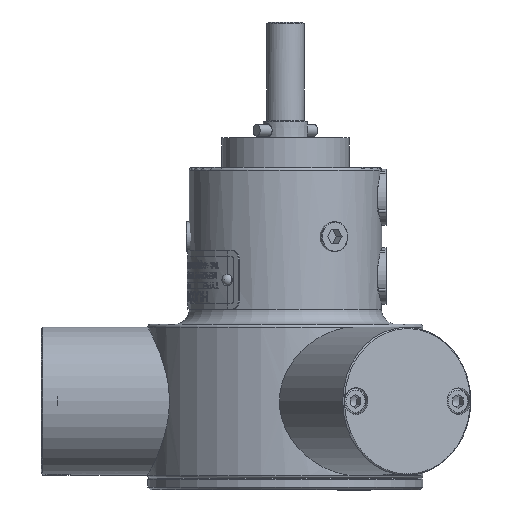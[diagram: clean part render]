
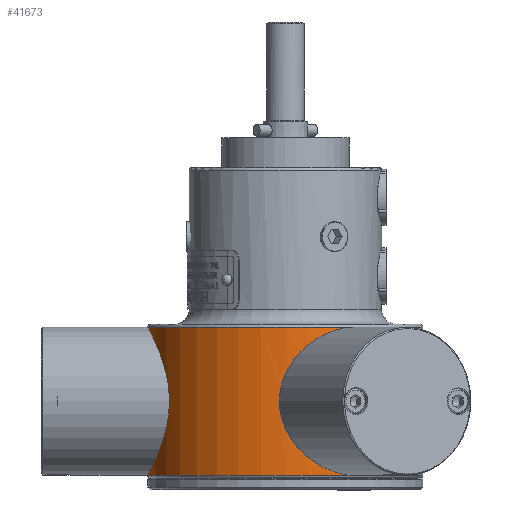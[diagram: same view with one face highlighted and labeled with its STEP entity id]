
A CAD part, front view. The second image highlights one B-rep face of the part: STEP entity #41673.
In plain terms, the highlighted cylindrical face has radius 46.5 mm (diameter 93 mm), a partial arc.
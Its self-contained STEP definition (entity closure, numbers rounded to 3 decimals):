
#1037=B_SPLINE_CURVE_WITH_KNOTS('',3,(#58827,#58828,#58829,#58830,#58831,
#58832,#58833,#58834,#58835,#58836,#58837,#58838,#58839,#58840,#58841,#58842,
#58843,#58844,#58845,#58846,#58847,#58848,#58849,#58850,#58851,#58852,#58853,
#58854,#58855,#58856,#58857,#58858,#58859,#58860),.UNSPECIFIED.,.F.,.F.,
(4,2,2,2,2,2,2,2,2,2,2,2,2,2,2,2,4),(3.858,4.339,
4.821,5.302,5.784,6.267,6.75,
7.233,7.716,8.199,8.683,9.166,
9.649,10.13,10.612,11.093,11.574),
 .UNSPECIFIED.);
#1038=B_SPLINE_CURVE_WITH_KNOTS('',3,(#58863,#58864,#58865,#58866,#58867,
#58868,#58869,#58870,#58871,#58872,#58873,#58874,#58875,#58876,#58877,#58878,
#58879,#58880),.UNSPECIFIED.,.F.,.F.,(4,2,2,2,2,2,2,2,4),(11.574,
12.056,12.537,13.018,13.5,13.983,
14.466,14.949,15.433),.UNSPECIFIED.);
#1039=B_SPLINE_CURVE_WITH_KNOTS('',3,(#58881,#58882,#58883,#58884,#58885,
#58886,#58887,#58888,#58889,#58890,#58891,#58892,#58893,#58894,#58895,#58896,
#58897,#58898),.UNSPECIFIED.,.F.,.F.,(4,2,2,2,2,2,2,2,4),(15.433,
15.916,16.399,16.882,17.365,17.847,
18.328,18.809,19.291),.UNSPECIFIED.);
#3969=FACE_OUTER_BOUND('',#6381,.T.);
#6381=EDGE_LOOP('',(#27054,#27055,#27056,#27057,#27058));
#14681=CIRCLE('',#44294,46.5);
#14685=CIRCLE('',#44301,46.5);
#16573=VERTEX_POINT('',#58666);
#16576=VERTEX_POINT('',#58672);
#16578=VERTEX_POINT('',#58711);
#16580=VERTEX_POINT('',#58751);
#16583=VERTEX_POINT('',#58862);
#20750=EDGE_CURVE('',#16576,#16573,#14681,.T.);
#20760=EDGE_CURVE('',#16576,#16578,#1037,.T.);
#20761=EDGE_CURVE('',#16580,#16578,#14685,.T.);
#20762=EDGE_CURVE('',#16580,#16583,#1038,.T.);
#20763=EDGE_CURVE('',#16583,#16573,#1039,.T.);
#27054=ORIENTED_EDGE('',*,*,#20750,.F.);
#27055=ORIENTED_EDGE('',*,*,#20760,.T.);
#27056=ORIENTED_EDGE('',*,*,#20761,.F.);
#27057=ORIENTED_EDGE('',*,*,#20762,.T.);
#27058=ORIENTED_EDGE('',*,*,#20763,.T.);
#38694=CYLINDRICAL_SURFACE('',#44300,46.5);
#41673=ADVANCED_FACE('',(#3969),#38694,.T.);
#44294=AXIS2_PLACEMENT_3D('',#58674,#48198,#48199);
#44300=AXIS2_PLACEMENT_3D('',#58826,#48210,#48211);
#44301=AXIS2_PLACEMENT_3D('',#58861,#48212,#48213);
#48198=DIRECTION('center_axis',(0.,0.,1.));
#48199=DIRECTION('ref_axis',(-1.,0.,0.));
#48210=DIRECTION('center_axis',(0.,0.,1.));
#48211=DIRECTION('ref_axis',(-1.,0.,0.));
#48212=DIRECTION('center_axis',(0.,0.,-1.));
#48213=DIRECTION('ref_axis',(-1.,0.,0.));
#58666=CARTESIAN_POINT('',(23.25,-40.27,51.));
#58672=CARTESIAN_POINT('',(-46.5,0.,51.));
#58674=CARTESIAN_POINT('Origin',(0.,0.,51.));
#58711=CARTESIAN_POINT('',(-46.5,0.,1.));
#58751=CARTESIAN_POINT('',(23.25,-40.27,1.));
#58826=CARTESIAN_POINT('Origin',(0.,0.,0.));
#58827=CARTESIAN_POINT('Ctrl Pts',(-46.5,0.,51.));
#58828=CARTESIAN_POINT('Ctrl Pts',(-46.5,-1.604,51.));
#58829=CARTESIAN_POINT('Ctrl Pts',(-46.415,-3.253,
50.843));
#58830=CARTESIAN_POINT('Ctrl Pts',(-46.071,-6.513,
50.194));
#58831=CARTESIAN_POINT('Ctrl Pts',(-45.812,-8.124,
49.702));
#58832=CARTESIAN_POINT('Ctrl Pts',(-45.159,-11.195,
48.415));
#58833=CARTESIAN_POINT('Ctrl Pts',(-44.766,-12.659,
47.619));
#58834=CARTESIAN_POINT('Ctrl Pts',(-43.914,-15.355,
45.796));
#58835=CARTESIAN_POINT('Ctrl Pts',(-43.457,-16.588,
44.767));
#58836=CARTESIAN_POINT('Ctrl Pts',(-42.559,-18.771,
42.584));
#58837=CARTESIAN_POINT('Ctrl Pts',(-42.086,-19.8,
41.349));
#58838=CARTESIAN_POINT('Ctrl Pts',(-41.179,-21.623,
38.653));
#58839=CARTESIAN_POINT('Ctrl Pts',(-40.747,-22.416,
37.193));
#58840=CARTESIAN_POINT('Ctrl Pts',(-40.014,-23.7,
34.127));
#58841=CARTESIAN_POINT('Ctrl Pts',(-39.713,-24.192,32.52));
#58842=CARTESIAN_POINT('Ctrl Pts',(-39.31,-24.842,
29.262));
#58843=CARTESIAN_POINT('Ctrl Pts',(-39.208,-25.,27.611));
#58844=CARTESIAN_POINT('Ctrl Pts',(-39.208,-25.,24.389));
#58845=CARTESIAN_POINT('Ctrl Pts',(-39.31,-24.842,
22.738));
#58846=CARTESIAN_POINT('Ctrl Pts',(-39.713,-24.192,19.48));
#58847=CARTESIAN_POINT('Ctrl Pts',(-40.014,-23.7,
17.873));
#58848=CARTESIAN_POINT('Ctrl Pts',(-40.747,-22.416,
14.807));
#58849=CARTESIAN_POINT('Ctrl Pts',(-41.179,-21.623,
13.347));
#58850=CARTESIAN_POINT('Ctrl Pts',(-42.086,-19.8,
10.651));
#58851=CARTESIAN_POINT('Ctrl Pts',(-42.559,-18.771,
9.416));
#58852=CARTESIAN_POINT('Ctrl Pts',(-43.457,-16.588,
7.233));
#58853=CARTESIAN_POINT('Ctrl Pts',(-43.914,-15.355,
6.204));
#58854=CARTESIAN_POINT('Ctrl Pts',(-44.766,-12.659,
4.381));
#58855=CARTESIAN_POINT('Ctrl Pts',(-45.159,-11.195,
3.585));
#58856=CARTESIAN_POINT('Ctrl Pts',(-45.812,-8.124,
2.298));
#58857=CARTESIAN_POINT('Ctrl Pts',(-46.071,-6.513,
1.806));
#58858=CARTESIAN_POINT('Ctrl Pts',(-46.415,-3.253,
1.157));
#58859=CARTESIAN_POINT('Ctrl Pts',(-46.5,-1.604,1.));
#58860=CARTESIAN_POINT('Ctrl Pts',(-46.5,0.,1.));
#58861=CARTESIAN_POINT('Origin',(0.,0.,1.));
#58862=CARTESIAN_POINT('',(-2.047,-46.455,26.));
#58863=CARTESIAN_POINT('Ctrl Pts',(23.25,-40.27,1.));
#58864=CARTESIAN_POINT('Ctrl Pts',(21.86,-41.072,1.));
#58865=CARTESIAN_POINT('Ctrl Pts',(20.39,-41.823,1.157));
#58866=CARTESIAN_POINT('Ctrl Pts',(17.395,-43.155,1.806));
#58867=CARTESIAN_POINT('Ctrl Pts',(15.87,-43.736,2.298));
#58868=CARTESIAN_POINT('Ctrl Pts',(12.884,-44.707,3.585));
#58869=CARTESIAN_POINT('Ctrl Pts',(11.42,-45.098,4.381));
#58870=CARTESIAN_POINT('Ctrl Pts',(8.659,-45.709,6.204));
#58871=CARTESIAN_POINT('Ctrl Pts',(7.362,-45.929,7.233));
#58872=CARTESIAN_POINT('Ctrl Pts',(5.023,-46.243,9.416));
#58873=CARTESIAN_POINT('Ctrl Pts',(3.895,-46.348,10.651));
#58874=CARTESIAN_POINT('Ctrl Pts',(1.864,-46.474,13.347));
#58875=CARTESIAN_POINT('Ctrl Pts',(0.961,-46.496,
14.807));
#58876=CARTESIAN_POINT('Ctrl Pts',(-0.518,-46.503,
17.873));
#58877=CARTESIAN_POINT('Ctrl Pts',(-1.094,-46.489,
19.48));
#58878=CARTESIAN_POINT('Ctrl Pts',(-1.859,-46.464,
22.738));
#58879=CARTESIAN_POINT('Ctrl Pts',(-2.047,-46.455,
24.389));
#58880=CARTESIAN_POINT('Ctrl Pts',(-2.047,-46.455,
26.));
#58881=CARTESIAN_POINT('Ctrl Pts',(-2.047,-46.455,
26.));
#58882=CARTESIAN_POINT('Ctrl Pts',(-2.047,-46.455,
27.611));
#58883=CARTESIAN_POINT('Ctrl Pts',(-1.859,-46.464,
29.262));
#58884=CARTESIAN_POINT('Ctrl Pts',(-1.094,-46.489,
32.52));
#58885=CARTESIAN_POINT('Ctrl Pts',(-0.518,-46.503,
34.127));
#58886=CARTESIAN_POINT('Ctrl Pts',(0.961,-46.496,
37.193));
#58887=CARTESIAN_POINT('Ctrl Pts',(1.864,-46.474,38.653));
#58888=CARTESIAN_POINT('Ctrl Pts',(3.895,-46.348,41.349));
#58889=CARTESIAN_POINT('Ctrl Pts',(5.023,-46.243,42.584));
#58890=CARTESIAN_POINT('Ctrl Pts',(7.362,-45.929,44.767));
#58891=CARTESIAN_POINT('Ctrl Pts',(8.659,-45.709,45.796));
#58892=CARTESIAN_POINT('Ctrl Pts',(11.42,-45.098,47.619));
#58893=CARTESIAN_POINT('Ctrl Pts',(12.884,-44.707,48.415));
#58894=CARTESIAN_POINT('Ctrl Pts',(15.87,-43.736,49.702));
#58895=CARTESIAN_POINT('Ctrl Pts',(17.395,-43.155,50.194));
#58896=CARTESIAN_POINT('Ctrl Pts',(20.39,-41.823,50.843));
#58897=CARTESIAN_POINT('Ctrl Pts',(21.86,-41.072,51.));
#58898=CARTESIAN_POINT('Ctrl Pts',(23.25,-40.27,51.));
